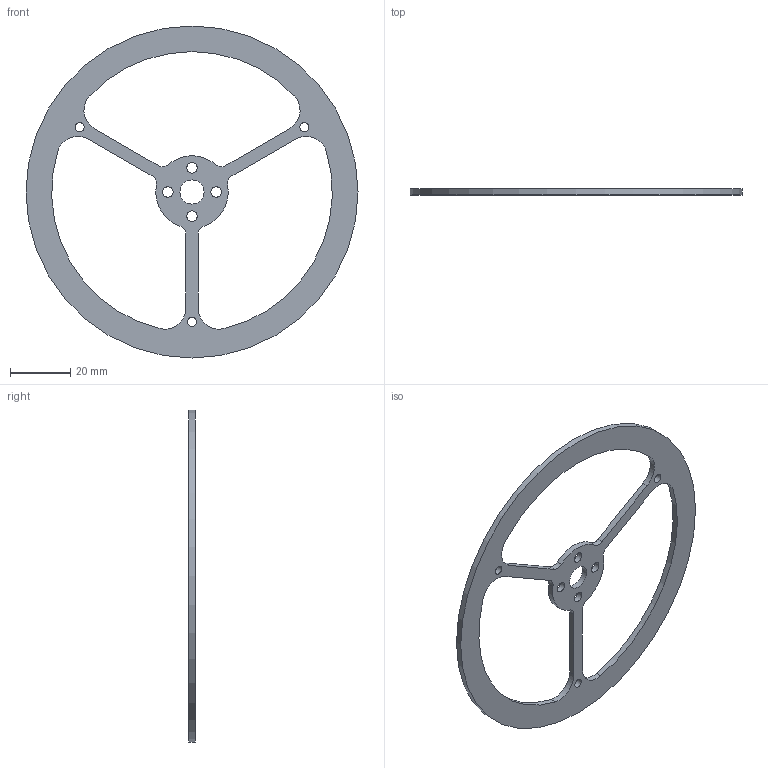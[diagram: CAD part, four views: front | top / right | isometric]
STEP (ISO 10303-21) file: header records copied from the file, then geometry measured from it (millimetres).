
FILE_DESCRIPTION(/* description */ (''),/* implementation_level */ '2;1');
FILE_NAME(/* name */ 'Reaction WL_Main Wheel v2.step',/* time_stamp */ '2022-05-22T22:31:31+09:00',/* author */ (''),/* organization */ (''),/* preprocessor_version */ 'ST-DEVELOPER v18.1',/* originating_system */ 'Autodesk Translation Framework v10.14.0.1471',/* authorisation */ '');
FILE_SCHEMA (('AUTOMOTIVE_DESIGN { 1 0 10303 214 3 1 1 }'));
Length unit declared in the file: millimetre
Products named in the file (1): Reaction WL_Main Wheel
Bounding box: 110 x 2 x 110 mm (x, y, z)
Volume: 7129.4 mm3; surface area: 9060.7 mm2
Topology: 1 solids, 1 shells, 35 faces, 99 edges, 66 vertices
Faces by surface type: cylinder 27, plane 8
Full cylindrical faces by diameter (mm): 3 x3, 3.5 x4, 8 x1, 110 x1
Entity records: 1244 total; most frequent: DIRECTION 225, CARTESIAN_POINT 201, ORIENTED_EDGE 198, EDGE_CURVE 99, AXIS2_PLACEMENT_3D 90, VERTEX_POINT 66, EDGE_LOOP 57, CIRCLE 54
